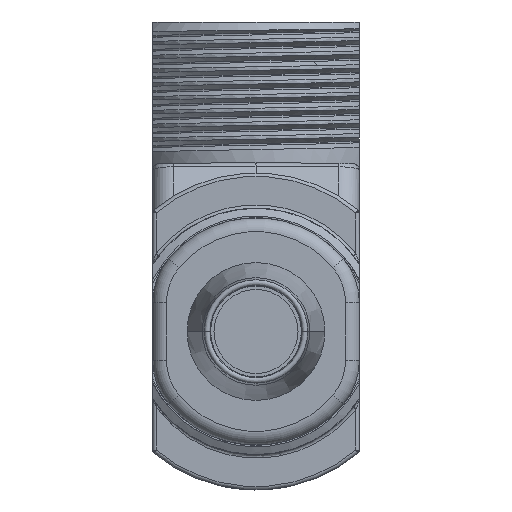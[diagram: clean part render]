
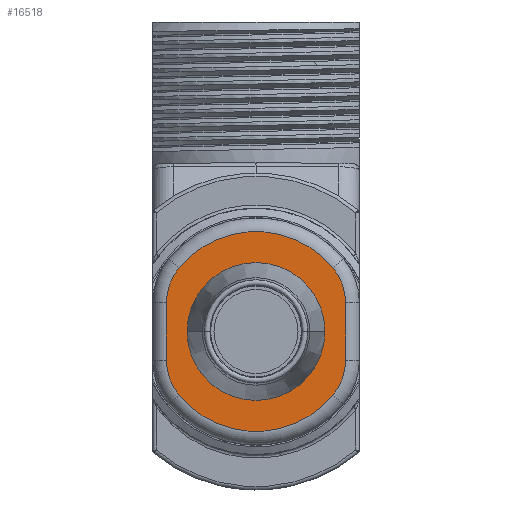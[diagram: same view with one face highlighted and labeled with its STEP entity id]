
A CAD part, front view. The second image highlights one B-rep face of the part: STEP entity #16518.
In plain terms, the highlighted planar face has unit normal (0, -1, 0).
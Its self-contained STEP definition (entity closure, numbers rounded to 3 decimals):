
#3791=CARTESIAN_POINT('',(2.5,-45.4,-2.977));
#3792=DIRECTION('',(0.,-1.,0.));
#3793=DIRECTION('',(0.769,0.,-0.639));
#3794=AXIS2_PLACEMENT_3D('',#3791,#3792,#3793);
#3796=CARTESIAN_POINT('',(0.,-45.4,-0.9));
#3797=DIRECTION('',(0.,-1.,0.));
#3798=DIRECTION('',(-0.769,0.,-0.639));
#3799=AXIS2_PLACEMENT_3D('',#3796,#3797,#3798);
#3801=CARTESIAN_POINT('',(-2.5,-45.4,-2.977));
#3802=DIRECTION('',(0.,-1.,0.));
#3803=DIRECTION('',(-1.,0.,0.));
#3804=AXIS2_PLACEMENT_3D('',#3801,#3802,#3803);
#3806=DIRECTION('',(0.,0.,-1.));
#3807=VECTOR('',#3806,4.153);
#3808=CARTESIAN_POINT('',(-6.5,-45.4,1.177));
#3809=LINE('',#3808,#3807);
#3810=CARTESIAN_POINT('',(-2.5,-45.4,1.177));
#3811=DIRECTION('',(0.,-1.,0.));
#3812=DIRECTION('',(-0.769,0.,0.639));
#3813=AXIS2_PLACEMENT_3D('',#3810,#3811,#3812);
#3815=CARTESIAN_POINT('',(0.,-45.4,-0.9));
#3816=DIRECTION('',(0.,-1.,0.));
#3817=DIRECTION('',(0.769,0.,0.639));
#3818=AXIS2_PLACEMENT_3D('',#3815,#3816,#3817);
#3820=CARTESIAN_POINT('',(2.5,-45.4,1.177));
#3821=DIRECTION('',(0.,-1.,0.));
#3822=DIRECTION('',(1.,0.,0.));
#3823=AXIS2_PLACEMENT_3D('',#3820,#3821,#3822);
#3825=DIRECTION('',(0.,0.,1.));
#3826=VECTOR('',#3825,4.153);
#3827=CARTESIAN_POINT('',(6.5,-45.4,-2.977));
#3828=LINE('',#3827,#3826);
#3829=CARTESIAN_POINT('',(0.,-45.4,-0.9));
#3830=DIRECTION('',(0.,-1.,0.));
#3831=DIRECTION('',(1.,0.,0.));
#3832=AXIS2_PLACEMENT_3D('',#3829,#3830,#3831);
#3834=CARTESIAN_POINT('',(0.,-45.4,-0.9));
#3835=DIRECTION('',(0.,-1.,0.));
#3836=DIRECTION('',(-1.,0.,0.));
#3837=AXIS2_PLACEMENT_3D('',#3834,#3835,#3836);
#13961=CARTESIAN_POINT('',(5.577,-45.4,-5.533));
#13962=CARTESIAN_POINT('',(6.5,-45.4,-2.977));
#13963=VERTEX_POINT('',#13961);
#13964=VERTEX_POINT('',#13962);
#13969=CARTESIAN_POINT('',(6.5,-45.4,1.177));
#13970=VERTEX_POINT('',#13969);
#13973=CARTESIAN_POINT('',(5.577,-45.4,3.733));
#13974=VERTEX_POINT('',#13973);
#13977=CARTESIAN_POINT('',(-5.577,-45.4,3.733));
#13978=VERTEX_POINT('',#13977);
#13981=CARTESIAN_POINT('',(-6.5,-45.4,1.177));
#13982=VERTEX_POINT('',#13981);
#13985=CARTESIAN_POINT('',(-6.5,-45.4,-2.977));
#13986=VERTEX_POINT('',#13985);
#13989=CARTESIAN_POINT('',(-5.577,-45.4,-5.533));
#13990=VERTEX_POINT('',#13989);
#14029=CARTESIAN_POINT('',(5.,-45.4,-0.9));
#14030=CARTESIAN_POINT('',(-5.,-45.4,-0.9));
#14031=VERTEX_POINT('',#14029);
#14032=VERTEX_POINT('',#14030);
#16490=CARTESIAN_POINT('',(0.,-45.4,-0.9));
#16491=DIRECTION('',(0.,1.,0.));
#16492=DIRECTION('',(1.,0.,0.));
#16493=AXIS2_PLACEMENT_3D('',#16490,#16491,#16492);
#16494=PLANE('',#16493);
#16496=ORIENTED_EDGE('',*,*,#16495,.F.);
#16498=ORIENTED_EDGE('',*,*,#16497,.F.);
#16499=ORIENTED_EDGE('',*,*,#16480,.F.);
#16501=ORIENTED_EDGE('',*,*,#16500,.F.);
#16503=ORIENTED_EDGE('',*,*,#16502,.F.);
#16505=ORIENTED_EDGE('',*,*,#16504,.F.);
#16507=ORIENTED_EDGE('',*,*,#16506,.F.);
#16509=ORIENTED_EDGE('',*,*,#16508,.F.);
#16510=EDGE_LOOP('',(#16496,#16498,#16499,#16501,#16503,#16505,#16507,#16509));
#16511=FACE_OUTER_BOUND('',#16510,.F.);
#16513=ORIENTED_EDGE('',*,*,#16512,.T.);
#16515=ORIENTED_EDGE('',*,*,#16514,.T.);
#16516=EDGE_LOOP('',(#16513,#16515));
#16517=FACE_BOUND('',#16516,.F.);
#16518=ADVANCED_FACE('',(#16511,#16517),#16494,.F.);
#3795=CIRCLE('',#3794,4.);
#3800=CIRCLE('',#3799,7.25);
#3805=CIRCLE('',#3804,4.);
#3814=CIRCLE('',#3813,4.);
#3819=CIRCLE('',#3818,7.25);
#3824=CIRCLE('',#3823,4.);
#3833=CIRCLE('',#3832,5.);
#3838=CIRCLE('',#3837,5.);
#16480=EDGE_CURVE('',#13986,#13990,#3805,.T.);
#16495=EDGE_CURVE('',#13963,#13964,#3795,.T.);
#16497=EDGE_CURVE('',#13990,#13963,#3800,.T.);
#16500=EDGE_CURVE('',#13982,#13986,#3809,.T.);
#16502=EDGE_CURVE('',#13978,#13982,#3814,.T.);
#16504=EDGE_CURVE('',#13974,#13978,#3819,.T.);
#16506=EDGE_CURVE('',#13970,#13974,#3824,.T.);
#16508=EDGE_CURVE('',#13964,#13970,#3828,.T.);
#16512=EDGE_CURVE('',#14031,#14032,#3833,.T.);
#16514=EDGE_CURVE('',#14032,#14031,#3838,.T.);
